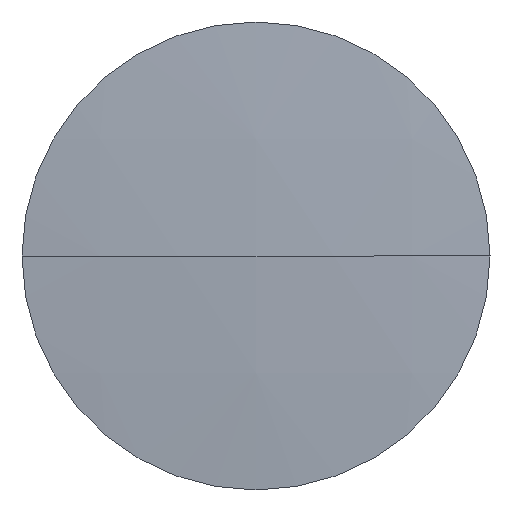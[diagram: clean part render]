
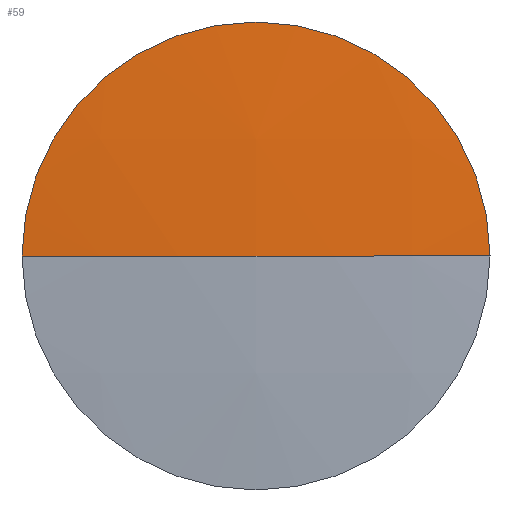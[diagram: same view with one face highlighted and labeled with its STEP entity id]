
A CAD part, left-side view. The second image highlights one B-rep face of the part: STEP entity #59.
In plain terms, the highlighted spherical face has radius 300 mm.
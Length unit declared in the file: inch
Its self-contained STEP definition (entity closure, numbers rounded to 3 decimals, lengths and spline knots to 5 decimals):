
#1 = DIRECTION ( 'NONE',  ( 0., 0., -1. ) ) ;
#2 = DIRECTION ( 'NONE',  ( 1., 0., 0. ) ) ;
#19 = EDGE_CURVE ( 'NONE', #46, #47, #95, .T. ) ;
#34 = ORIENTED_EDGE ( 'NONE', *, *, #35, .F. ) ;
#35 = EDGE_CURVE ( 'NONE', #61, #46, #205, .T. ) ;
#36 = ORIENTED_EDGE ( 'NONE', *, *, #37, .T. ) ;
#37 = EDGE_CURVE ( 'NONE', #61, #38, #200, .T. ) ;
#38 = VERTEX_POINT ( 'NONE', #195 ) ;
#39 = ORIENTED_EDGE ( 'NONE', *, *, #40, .F. ) ;
#40 = EDGE_CURVE ( 'NONE', #47, #38, #193, .T. ) ;
#41 = ORIENTED_EDGE ( 'NONE', *, *, #19, .F. ) ;
#46 = VERTEX_POINT ( 'NONE', #222 ) ;
#47 = VERTEX_POINT ( 'NONE', #221 ) ;
#59 = ADVANCED_FACE ( 'NONE', ( #251 ), #232, .T. ) ;
#60 = EDGE_LOOP ( 'NONE', ( #34, #36, #39, #41 ) ) ;
#61 = VERTEX_POINT ( 'NONE', #288 ) ;
#94 = AXIS2_PLACEMENT_3D ( 'NONE', #101, #2, #1 ) ;
#95 = CIRCLE ( 'NONE', #94, 1. ) ;
#101 = CARTESIAN_POINT ( 'NONE',  ( -3.48336, 1.35893, 0.87225 ) ) ;
#189 = DIRECTION ( 'NONE',  ( 0., 0., -1. ) ) ;
#190 = DIRECTION ( 'NONE',  ( 1., 0., 0. ) ) ;
#191 = CARTESIAN_POINT ( 'NONE',  ( -3.48336, 1.35893, 0.87225 ) ) ;
#192 = AXIS2_PLACEMENT_3D ( 'NONE', #191, #190, #189 ) ;
#193 = CIRCLE ( 'NONE', #192, 1. ) ;
#195 = CARTESIAN_POINT ( 'NONE',  ( -3.48336, 0.35893, 0.87225 ) ) ;
#196 = DIRECTION ( 'NONE',  ( 0., -1., 0. ) ) ;
#197 = DIRECTION ( 'NONE',  ( 0., 0., 1. ) ) ;
#198 = CARTESIAN_POINT ( 'NONE',  ( 8.28526, 1.35893, 0.87225 ) ) ;
#199 = AXIS2_PLACEMENT_3D ( 'NONE', #198, #197, #196 ) ;
#200 = CIRCLE ( 'NONE', #199, 11.81102 ) ;
#201 = DIRECTION ( 'NONE',  ( -1., 0., 0. ) ) ;
#202 = DIRECTION ( 'NONE',  ( 0., 0., -1. ) ) ;
#203 = CARTESIAN_POINT ( 'NONE',  ( 8.28526, 1.35893, 0.87225 ) ) ;
#204 = AXIS2_PLACEMENT_3D ( 'NONE', #203, #202, #201 ) ;
#205 = CIRCLE ( 'NONE', #204, 11.81102 ) ;
#221 = CARTESIAN_POINT ( 'NONE',  ( -3.48336, 1.35893, 1.87225 ) ) ;
#222 = CARTESIAN_POINT ( 'NONE',  ( -3.48336, 2.35893, 0.87225 ) ) ;
#230 = DIRECTION ( 'NONE',  ( 0., 0., 1. ) ) ;
#231 = AXIS2_PLACEMENT_3D ( 'NONE', #233, #230, #289 ) ;
#232 = SPHERICAL_SURFACE ( 'NONE', #231, 11.81102 ) ;
#233 = CARTESIAN_POINT ( 'NONE',  ( 8.28526, 1.35893, 0.87225 ) ) ;
#251 = FACE_OUTER_BOUND ( 'NONE', #60, .T. ) ;
#288 = CARTESIAN_POINT ( 'NONE',  ( -3.52577, 1.35893, 0.87225 ) ) ;
#289 = DIRECTION ( 'NONE',  ( 0., 1., 0. ) ) ;
